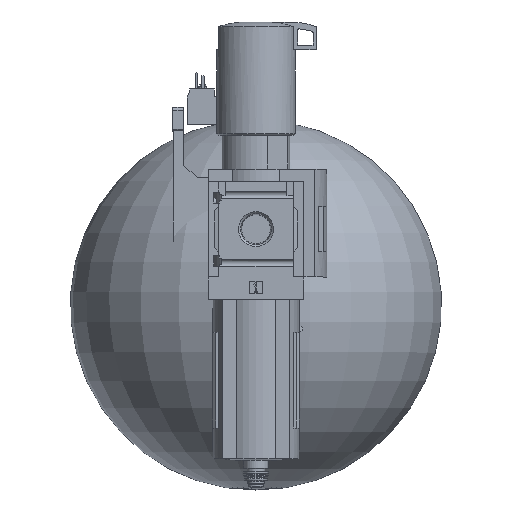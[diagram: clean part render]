
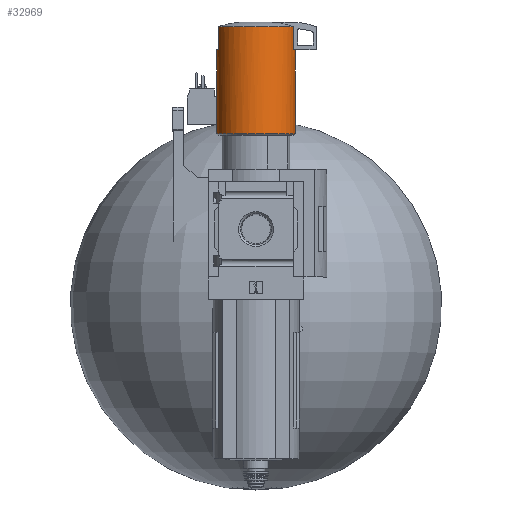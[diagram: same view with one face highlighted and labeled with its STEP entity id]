
A CAD part, top view. The second image highlights one B-rep face of the part: STEP entity #32969.
In plain terms, the highlighted cylindrical face has radius 25.5 mm (diameter 51 mm), a full revolution.
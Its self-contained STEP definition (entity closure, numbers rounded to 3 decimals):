
#1692=LINE('',#44598,#4217);
#1693=LINE('',#44602,#4218);
#1694=LINE('',#44603,#4219);
#1695=LINE('',#44611,#4220);
#4217=VECTOR('',#37396,1000.);
#4218=VECTOR('',#37399,1000.);
#4219=VECTOR('',#37400,1000.);
#4220=VECTOR('',#37407,1000.);
#6335=CIRCLE('',#34310,25.5);
#6358=CIRCLE('',#34457,25.5);
#6359=CIRCLE('',#34459,25.5);
#6360=CIRCLE('',#34460,25.5);
#6361=CIRCLE('',#34461,25.5);
#6362=CIRCLE('',#34462,25.5);
#6363=CIRCLE('',#34463,25.5);
#8024=ORIENTED_EDGE('',*,*,#14703,.F.);
#8025=ORIENTED_EDGE('',*,*,#14701,.T.);
#8026=ORIENTED_EDGE('',*,*,#14704,.T.);
#8027=ORIENTED_EDGE('',*,*,#14705,.F.);
#8028=ORIENTED_EDGE('',*,*,#14706,.F.);
#8029=ORIENTED_EDGE('',*,*,#14430,.T.);
#8030=ORIENTED_EDGE('',*,*,#14707,.F.);
#8031=ORIENTED_EDGE('',*,*,#14708,.F.);
#8032=ORIENTED_EDGE('',*,*,#14709,.F.);
#8033=ORIENTED_EDGE('',*,*,#14710,.F.);
#8034=ORIENTED_EDGE('',*,*,#14711,.T.);
#14430=EDGE_CURVE('',#17922,#17921,#6335,.T.);
#14701=EDGE_CURVE('',#18092,#18091,#6358,.T.);
#14703=EDGE_CURVE('',#18093,#18093,#6359,.T.);
#14704=EDGE_CURVE('',#18091,#18094,#1692,.T.);
#14705=EDGE_CURVE('',#18095,#18094,#6360,.T.);
#14706=EDGE_CURVE('',#17922,#18095,#1693,.T.);
#14707=EDGE_CURVE('',#18096,#17921,#1694,.F.);
#14708=EDGE_CURVE('',#18097,#18096,#6361,.T.);
#14709=EDGE_CURVE('',#18098,#18097,#6362,.T.);
#14710=EDGE_CURVE('',#18099,#18098,#6363,.T.);
#14711=EDGE_CURVE('',#18099,#18092,#1695,.F.);
#17921=VERTEX_POINT('',#44030);
#17922=VERTEX_POINT('',#44032);
#18091=VERTEX_POINT('',#44587);
#18092=VERTEX_POINT('',#44589);
#18093=VERTEX_POINT('',#44597);
#18094=VERTEX_POINT('',#44599);
#18095=VERTEX_POINT('',#44601);
#18096=VERTEX_POINT('',#44604);
#18097=VERTEX_POINT('',#44606);
#18098=VERTEX_POINT('',#44608);
#18099=VERTEX_POINT('',#44610);
#20485=EDGE_LOOP('',(#8024));
#20486=EDGE_LOOP('',(#8025,#8026,#8027,#8028,#8029,#8030,#8031,#8032,#8033,
#8034));
#22094=FACE_BOUND('',#20485,.T.);
#22095=FACE_BOUND('',#20486,.T.);
#23543=CYLINDRICAL_SURFACE('',#34458,25.5);
#32969=ADVANCED_FACE('',(#22094,#22095),#23543,.T.);
#34310=AXIS2_PLACEMENT_3D('',#44031,#36866,#36867);
#34457=AXIS2_PLACEMENT_3D('',#44588,#37390,#37391);
#34458=AXIS2_PLACEMENT_3D('',#44595,#37392,#37393);
#34459=AXIS2_PLACEMENT_3D('',#44596,#37394,#37395);
#34460=AXIS2_PLACEMENT_3D('',#44600,#37397,#37398);
#34461=AXIS2_PLACEMENT_3D('',#44605,#37401,#37402);
#34462=AXIS2_PLACEMENT_3D('',#44607,#37403,#37404);
#34463=AXIS2_PLACEMENT_3D('',#44609,#37405,#37406);
#36866=DIRECTION('',(0.,-1.,0.));
#36867=DIRECTION('',(0.,0.,-1.));
#37390=DIRECTION('',(0.,-1.,0.));
#37391=DIRECTION('',(0.,0.,-1.));
#37392=DIRECTION('',(0.,-1.,0.));
#37393=DIRECTION('',(0.,0.,-1.));
#37394=DIRECTION('',(0.,-1.,0.));
#37395=DIRECTION('',(0.,0.,-1.));
#37396=DIRECTION('',(0.,-1.,0.));
#37397=DIRECTION('',(0.,1.,0.));
#37398=DIRECTION('',(0.,0.,1.));
#37399=DIRECTION('',(0.,-1.,0.));
#37400=DIRECTION('',(0.,-1.,0.));
#37401=DIRECTION('',(0.,1.,0.));
#37402=DIRECTION('',(0.,0.,1.));
#37403=DIRECTION('',(0.,1.,0.));
#37404=DIRECTION('',(0.,0.,1.));
#37405=DIRECTION('',(0.,1.,0.));
#37406=DIRECTION('',(0.,0.,1.));
#37407=DIRECTION('',(0.,-1.,0.));
#44030=CARTESIAN_POINT('',(24.372,131.5,-7.5));
#44031=CARTESIAN_POINT('',(0.,131.5,0.));
#44032=CARTESIAN_POINT('',(-24.372,131.5,-7.5));
#44587=CARTESIAN_POINT('',(-24.372,131.5,7.5));
#44588=CARTESIAN_POINT('',(0.,131.5,0.));
#44589=CARTESIAN_POINT('',(24.372,131.5,7.5));
#44595=CARTESIAN_POINT('',(0.,39.,0.));
#44596=CARTESIAN_POINT('',(0.,62.,0.));
#44597=CARTESIAN_POINT('',(0.,62.,-25.5));
#44598=CARTESIAN_POINT('',(-24.372,39.,7.5));
#44599=CARTESIAN_POINT('',(-24.372,116.5,7.5));
#44600=CARTESIAN_POINT('',(0.,116.5,0.));
#44601=CARTESIAN_POINT('',(-24.372,116.5,-7.5));
#44602=CARTESIAN_POINT('',(-24.372,39.,-7.5));
#44603=CARTESIAN_POINT('',(24.372,39.,-7.5));
#44604=CARTESIAN_POINT('',(24.372,116.5,-7.5));
#44605=CARTESIAN_POINT('',(0.,116.5,0.));
#44606=CARTESIAN_POINT('',(24.52,116.5,-7.));
#44607=CARTESIAN_POINT('',(0.,116.5,0.));
#44608=CARTESIAN_POINT('',(24.52,116.5,7.));
#44609=CARTESIAN_POINT('',(0.,116.5,0.));
#44610=CARTESIAN_POINT('',(24.372,116.5,7.5));
#44611=CARTESIAN_POINT('',(24.372,39.,7.5));
